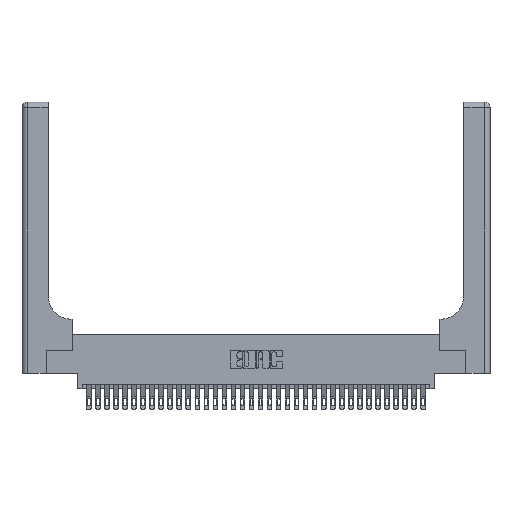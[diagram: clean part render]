
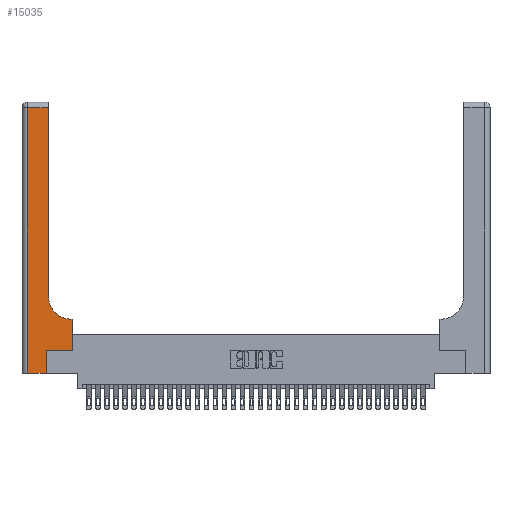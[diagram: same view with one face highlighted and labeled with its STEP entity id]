
A CAD part, top view. The second image highlights one B-rep face of the part: STEP entity #15035.
In plain terms, the highlighted planar face has unit normal (0, 0, 1).
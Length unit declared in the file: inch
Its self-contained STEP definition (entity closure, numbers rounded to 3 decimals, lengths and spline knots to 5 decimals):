
#315 = CARTESIAN_POINT ( 'NONE',  ( 0.5585, 0.25, 0.37 ) ) ;
#397 = EDGE_CURVE ( 'NONE', #793, #33598, #15152, .T. ) ;
#553 = ORIENTED_EDGE ( 'NONE', *, *, #22372, .T. ) ;
#711 = CARTESIAN_POINT ( 'NONE',  ( 0.5585, 0.25, 0.37 ) ) ;
#793 = VERTEX_POINT ( 'NONE', #32431 ) ;
#1643 = ORIENTED_EDGE ( 'NONE', *, *, #6781, .T. ) ;
#3465 = VECTOR ( 'NONE', #6018, 39.37008 ) ;
#3494 = VERTEX_POINT ( 'NONE', #18039 ) ;
#4083 = ORIENTED_EDGE ( 'NONE', *, *, #35972, .T. ) ;
#6018 = DIRECTION ( 'NONE',  ( -1., 0., 0. ) ) ;
#6781 = EDGE_CURVE ( 'NONE', #28208, #28300, #7622, .T. ) ;
#6789 = CARTESIAN_POINT ( 'NONE',  ( 0.06, 3., 0.37 ) ) ;
#7593 = LINE ( 'NONE', #11216, #24093 ) ;
#7622 = LINE ( 'NONE', #17734, #18009 ) ;
#7905 = VERTEX_POINT ( 'NONE', #29775 ) ;
#7957 = CARTESIAN_POINT ( 'NONE',  ( 0.269, 0.25, 0.37 ) ) ;
#9047 = DIRECTION ( 'NONE',  ( 1., 0., 0. ) ) ;
#9793 = EDGE_LOOP ( 'NONE', ( #1643, #14498, #12328, #4083, #26726, #30427, #553, #25642, #22048 ) ) ;
#10129 = CIRCLE ( 'NONE', #18915, 0.25 ) ;
#10656 = EDGE_CURVE ( 'NONE', #23443, #7905, #17344, .T. ) ;
#10726 = CARTESIAN_POINT ( 'NONE',  ( 0.06, 0., 0.37 ) ) ;
#10741 = DIRECTION ( 'NONE',  ( 1., 0., 0. ) ) ;
#11160 = LINE ( 'NONE', #27454, #19430 ) ;
#11216 = CARTESIAN_POINT ( 'NONE',  ( 0., 0., 0.37 ) ) ;
#11375 = DIRECTION ( 'NONE',  ( 0., 0., -1. ) ) ;
#11606 = VERTEX_POINT ( 'NONE', #7957 ) ;
#12328 = ORIENTED_EDGE ( 'NONE', *, *, #397, .T. ) ;
#13397 = LINE ( 'NONE', #14420, #20785 ) ;
#13718 = DIRECTION ( 'NONE',  ( 0., 1., 0. ) ) ;
#14215 = EDGE_CURVE ( 'NONE', #7905, #28208, #10129, .T. ) ;
#14420 = CARTESIAN_POINT ( 'NONE',  ( 0., 2.94, 0.37 ) ) ;
#14498 = ORIENTED_EDGE ( 'NONE', *, *, #25868, .T. ) ;
#14686 = VECTOR ( 'NONE', #17462, 39.37008 ) ;
#15035 = ADVANCED_FACE ( 'NONE', ( #17914 ), #32710, .F. ) ;
#15152 = LINE ( 'NONE', #6789, #14686 ) ;
#15688 = VECTOR ( 'NONE', #35099, 39.37008 ) ;
#15718 = CARTESIAN_POINT ( 'NONE',  ( 0.2915, 0.85, 0.37 ) ) ;
#16533 = EDGE_CURVE ( 'NONE', #11606, #30276, #26942, .T. ) ;
#17344 = LINE ( 'NONE', #27590, #3465 ) ;
#17462 = DIRECTION ( 'NONE',  ( 0., -1., 0. ) ) ;
#17734 = CARTESIAN_POINT ( 'NONE',  ( 0.2915, 3., 0.37 ) ) ;
#17914 = FACE_OUTER_BOUND ( 'NONE', #9793, .T. ) ;
#18009 = VECTOR ( 'NONE', #26262, 39.37008 ) ;
#18039 = CARTESIAN_POINT ( 'NONE',  ( 0.269, 0., 0.37 ) ) ;
#18298 = VECTOR ( 'NONE', #25386, 39.37008 ) ;
#18915 = AXIS2_PLACEMENT_3D ( 'NONE', #19777, #11375, #9047 ) ;
#19430 = VECTOR ( 'NONE', #13718, 39.37008 ) ;
#19777 = CARTESIAN_POINT ( 'NONE',  ( 0.5415, 0.85, 0.37 ) ) ;
#20785 = VECTOR ( 'NONE', #33393, 39.37008 ) ;
#21369 = CARTESIAN_POINT ( 'NONE',  ( 0.269, 0.25, 0.37 ) ) ;
#21391 = DIRECTION ( 'NONE',  ( -1., 0., 0. ) ) ;
#21421 = CARTESIAN_POINT ( 'NONE',  ( 0.2915, 2.94, 0.37 ) ) ;
#21645 = DIRECTION ( 'NONE',  ( 0., 0., -1. ) ) ;
#22048 = ORIENTED_EDGE ( 'NONE', *, *, #14215, .T. ) ;
#22372 = EDGE_CURVE ( 'NONE', #30276, #23443, #24392, .T. ) ;
#23443 = VERTEX_POINT ( 'NONE', #27053 ) ;
#24093 = VECTOR ( 'NONE', #10741, 39.37008 ) ;
#24392 = LINE ( 'NONE', #315, #18298 ) ;
#24730 = EDGE_CURVE ( 'NONE', #3494, #11606, #11160, .T. ) ;
#25386 = DIRECTION ( 'NONE',  ( 0., 1., 0. ) ) ;
#25642 = ORIENTED_EDGE ( 'NONE', *, *, #10656, .T. ) ;
#25868 = EDGE_CURVE ( 'NONE', #28300, #793, #13397, .T. ) ;
#26262 = DIRECTION ( 'NONE',  ( 0., 1., 0. ) ) ;
#26726 = ORIENTED_EDGE ( 'NONE', *, *, #24730, .T. ) ;
#26942 = LINE ( 'NONE', #21369, #15688 ) ;
#27053 = CARTESIAN_POINT ( 'NONE',  ( 0.5585, 0.6, 0.37 ) ) ;
#27454 = CARTESIAN_POINT ( 'NONE',  ( 0.269, 0., 0.37 ) ) ;
#27590 = CARTESIAN_POINT ( 'NONE',  ( 0.2915, 0.6, 0.37 ) ) ;
#28208 = VERTEX_POINT ( 'NONE', #15718 ) ;
#28300 = VERTEX_POINT ( 'NONE', #21421 ) ;
#29775 = CARTESIAN_POINT ( 'NONE',  ( 0.5415, 0.6, 0.37 ) ) ;
#30276 = VERTEX_POINT ( 'NONE', #711 ) ;
#30427 = ORIENTED_EDGE ( 'NONE', *, *, #16533, .T. ) ;
#31043 = AXIS2_PLACEMENT_3D ( 'NONE', #32579, #21645, #21391 ) ;
#32431 = CARTESIAN_POINT ( 'NONE',  ( 0.06, 2.94, 0.37 ) ) ;
#32579 = CARTESIAN_POINT ( 'NONE',  ( 0., 3., 0.37 ) ) ;
#32710 = PLANE ( 'NONE',  #31043 ) ;
#33393 = DIRECTION ( 'NONE',  ( -1., 0., 0. ) ) ;
#33598 = VERTEX_POINT ( 'NONE', #10726 ) ;
#35099 = DIRECTION ( 'NONE',  ( 1., 0., 0. ) ) ;
#35972 = EDGE_CURVE ( 'NONE', #33598, #3494, #7593, .T. ) ;
